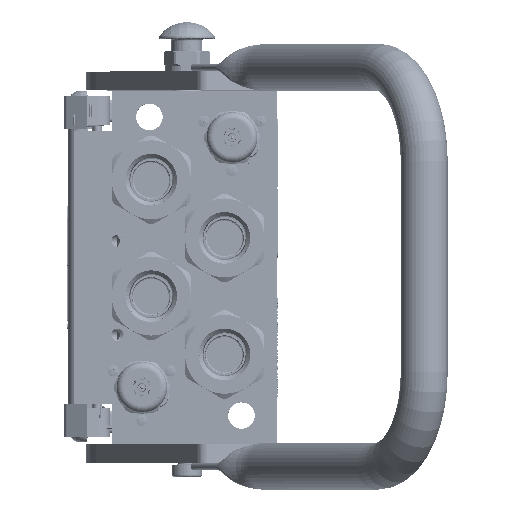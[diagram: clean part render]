
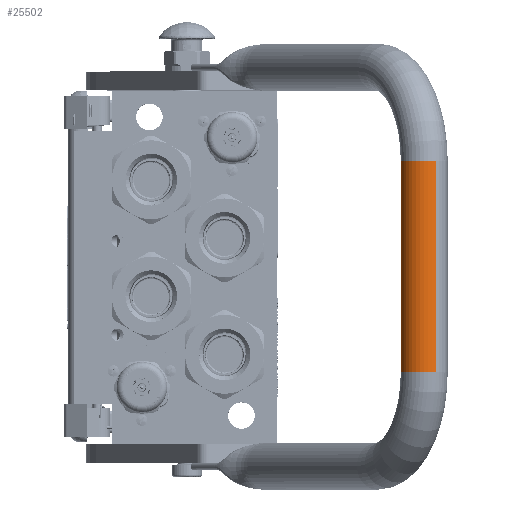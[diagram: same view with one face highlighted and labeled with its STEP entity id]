
A CAD part, top view. The second image highlights one B-rep face of the part: STEP entity #25502.
In plain terms, the highlighted cylindrical face has radius 12.5 mm (diameter 25 mm), a partial arc.
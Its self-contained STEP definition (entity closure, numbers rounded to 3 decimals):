
#78 = AXIS2_PLACEMENT_3D ( 'NONE', #19537, #31338, #74035 ) ;
#6088 = VECTOR ( 'NONE', #65068, 1000. ) ;
#14973 = CIRCLE ( 'NONE', #84358, 12.5 ) ;
#15150 = AXIS2_PLACEMENT_3D ( 'NONE', #60068, #172575, #158352 ) ;
#19537 = CARTESIAN_POINT ( 'NONE',  ( -56.25, 0., 167.5 ) ) ;
#21477 = EDGE_CURVE ( 'NONE', #107510, #74364, #167189, .T. ) ;
#25502 = ADVANCED_FACE ( 'NONE', ( #159459 ), #112984, .T. ) ;
#31338 = DIRECTION ( 'NONE',  ( -1., 0., 0. ) ) ;
#41635 = DIRECTION ( 'NONE',  ( 0., 0., 1. ) ) ;
#52184 = VECTOR ( 'NONE', #139209, 1000. ) ;
#52197 = EDGE_LOOP ( 'NONE', ( #125597, #127596, #122875, #176999 ) ) ;
#60068 = CARTESIAN_POINT ( 'NONE',  ( 56.25, 0., 167.5 ) ) ;
#65068 = DIRECTION ( 'NONE',  ( 1., 0., 0. ) ) ;
#65941 = LINE ( 'NONE', #165785, #6088 ) ;
#66733 = VERTEX_POINT ( 'NONE', #123036 ) ;
#71927 = EDGE_CURVE ( 'NONE', #66733, #74364, #158367, .T. ) ;
#74035 = DIRECTION ( 'NONE',  ( 0., 0., -1. ) ) ;
#74364 = VERTEX_POINT ( 'NONE', #119789 ) ;
#80854 = EDGE_CURVE ( 'NONE', #144208, #107510, #14973, .T. ) ;
#83705 = CARTESIAN_POINT ( 'NONE',  ( -56.25, 0., 167.5 ) ) ;
#84358 = AXIS2_PLACEMENT_3D ( 'NONE', #83705, #112766, #41635 ) ;
#107510 = VERTEX_POINT ( 'NONE', #148458 ) ;
#112766 = DIRECTION ( 'NONE',  ( 1., 0., 0. ) ) ;
#112984 = CYLINDRICAL_SURFACE ( 'NONE', #78, 12.5 ) ;
#119789 = CARTESIAN_POINT ( 'NONE',  ( 56.25, 0., 155. ) ) ;
#122875 = ORIENTED_EDGE ( 'NONE', *, *, #125538, .F. ) ;
#123036 = CARTESIAN_POINT ( 'NONE',  ( 56.25, 0., 180. ) ) ;
#125538 = EDGE_CURVE ( 'NONE', #144208, #66733, #65941, .T. ) ;
#125597 = ORIENTED_EDGE ( 'NONE', *, *, #21477, .T. ) ;
#127596 = ORIENTED_EDGE ( 'NONE', *, *, #71927, .F. ) ;
#139209 = DIRECTION ( 'NONE',  ( 1., 0., 0. ) ) ;
#144208 = VERTEX_POINT ( 'NONE', #152641 ) ;
#148458 = CARTESIAN_POINT ( 'NONE',  ( -56.25, 0., 155. ) ) ;
#152177 = CARTESIAN_POINT ( 'NONE',  ( -56.25, 0., 155. ) ) ;
#152641 = CARTESIAN_POINT ( 'NONE',  ( -56.25, 0., 180. ) ) ;
#158352 = DIRECTION ( 'NONE',  ( 0., 0., 1. ) ) ;
#158367 = CIRCLE ( 'NONE', #15150, 12.5 ) ;
#159459 = FACE_OUTER_BOUND ( 'NONE', #52197, .T. ) ;
#165785 = CARTESIAN_POINT ( 'NONE',  ( -56.25, 0., 180. ) ) ;
#167189 = LINE ( 'NONE', #152177, #52184 ) ;
#172575 = DIRECTION ( 'NONE',  ( 1., 0., 0. ) ) ;
#176999 = ORIENTED_EDGE ( 'NONE', *, *, #80854, .T. ) ;
